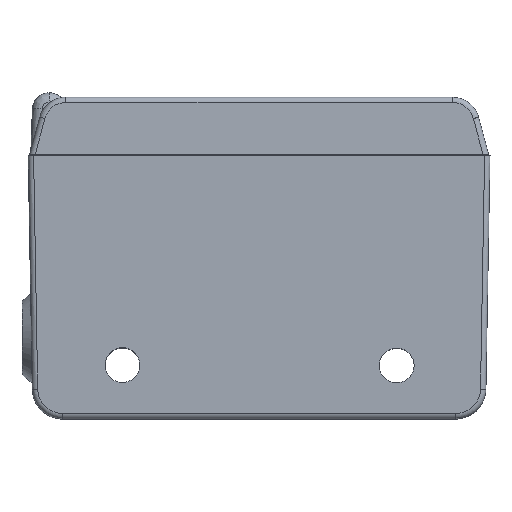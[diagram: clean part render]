
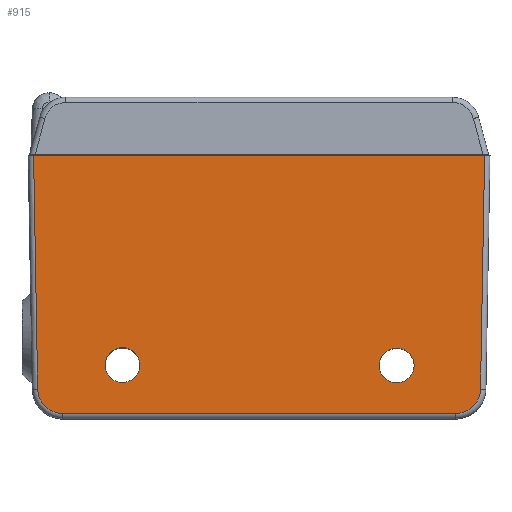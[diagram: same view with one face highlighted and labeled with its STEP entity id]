
A CAD part, top view. The second image highlights one B-rep face of the part: STEP entity #915.
In plain terms, the highlighted planar face has unit normal (0, 0, 1).
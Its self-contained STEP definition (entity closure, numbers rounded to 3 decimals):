
#108=FACE_BOUND('',#1836,.T.);
#109=FACE_BOUND('',#1837,.T.);
#110=FACE_BOUND('',#1838,.T.);
#417=PLANE('',#9093);
#915=ADVANCED_FACE('',(#108,#109,#110),#417,.F.);
#1836=EDGE_LOOP('',(#3773));
#1837=EDGE_LOOP('',(#3774));
#1838=EDGE_LOOP('',(#3775,#3776,#3777,#3778,#3779,#3780));
#2042=CIRCLE('',#9088,2.3);
#2043=CIRCLE('',#9090,1.61);
#2044=CIRCLE('',#9091,1.615);
#2045=CIRCLE('',#9092,2.3);
#3773=ORIENTED_EDGE('',*,*,#6193,.T.);
#3774=ORIENTED_EDGE('',*,*,#6194,.T.);
#3775=ORIENTED_EDGE('',*,*,#6192,.T.);
#3776=ORIENTED_EDGE('',*,*,#6195,.T.);
#3777=ORIENTED_EDGE('',*,*,#6196,.T.);
#3778=ORIENTED_EDGE('',*,*,#6197,.T.);
#3779=ORIENTED_EDGE('',*,*,#6198,.T.);
#3780=ORIENTED_EDGE('',*,*,#6070,.T.);
#5005=VERTEX_POINT('',#13223);
#5006=VERTEX_POINT('',#13225);
#5098=VERTEX_POINT('',#13461);
#5099=VERTEX_POINT('',#13465);
#5100=VERTEX_POINT('',#13467);
#5101=VERTEX_POINT('',#13469);
#5102=VERTEX_POINT('',#13471);
#5103=VERTEX_POINT('',#13473);
#6070=EDGE_CURVE('',#5006,#5005,#7193,.T.);
#6192=EDGE_CURVE('',#5005,#5098,#2042,.T.);
#6193=EDGE_CURVE('',#5099,#5099,#2043,.T.);
#6194=EDGE_CURVE('',#5100,#5100,#2044,.T.);
#6195=EDGE_CURVE('',#5098,#5101,#7298,.T.);
#6196=EDGE_CURVE('',#5101,#5102,#7299,.T.);
#6197=EDGE_CURVE('',#5102,#5103,#7300,.T.);
#6198=EDGE_CURVE('',#5103,#5006,#2045,.T.);
#7193=LINE('',#13224,#8285);
#7298=LINE('',#13468,#8390);
#7299=LINE('',#13470,#8391);
#7300=LINE('',#13472,#8392);
#8285=VECTOR('',#10648,1.);
#8390=VECTOR('',#10841,1.);
#8391=VECTOR('',#10842,1.);
#8392=VECTOR('',#10843,1.);
#9088=AXIS2_PLACEMENT_3D('',#13462,#10833,#10834);
#9090=AXIS2_PLACEMENT_3D('',#13464,#10837,#10838);
#9091=AXIS2_PLACEMENT_3D('',#13466,#10839,#10840);
#9092=AXIS2_PLACEMENT_3D('',#13474,#10844,#10845);
#9093=AXIS2_PLACEMENT_3D('',#13475,#10846,#10847);
#10648=DIRECTION('',(1.,0.,0.));
#10833=DIRECTION('',(0.,0.,1.));
#10834=DIRECTION('',(-1.,0.,0.));
#10837=DIRECTION('',(0.,0.,-1.));
#10838=DIRECTION('',(-1.,0.,0.));
#10839=DIRECTION('',(0.,0.,-1.));
#10840=DIRECTION('',(-1.,0.,0.));
#10841=DIRECTION('',(0.017,1.,0.));
#10842=DIRECTION('',(-1.,0.,0.));
#10843=DIRECTION('',(0.017,-1.,0.));
#10844=DIRECTION('',(0.,0.,1.));
#10845=DIRECTION('',(-1.,0.,0.));
#10846=DIRECTION('',(0.,0.,-1.));
#10847=DIRECTION('',(-1.,0.,0.));
#13223=CARTESIAN_POINT('',(-131.819,-23.87,9.096));
#13224=CARTESIAN_POINT('',(-142.169,-23.87,9.096));
#13225=CARTESIAN_POINT('',(-168.224,-23.87,9.096));
#13461=CARTESIAN_POINT('',(-129.519,-21.61,9.096));
#13462=CARTESIAN_POINT('',(-131.819,-21.57,9.096));
#13464=CARTESIAN_POINT('',(-162.679,-19.393,9.096));
#13465=CARTESIAN_POINT('',(-164.289,-19.393,9.096));
#13466=CARTESIAN_POINT('',(-137.277,-19.425,9.096));
#13467=CARTESIAN_POINT('',(-138.892,-19.425,9.096));
#13468=CARTESIAN_POINT('',(-129.424,-16.189,9.096));
#13469=CARTESIAN_POINT('',(-129.141,0.03,9.096));
#13470=CARTESIAN_POINT('',(-139.121,0.03,9.096));
#13471=CARTESIAN_POINT('',(-170.902,0.03,9.096));
#13472=CARTESIAN_POINT('',(-170.609,-16.75,9.096));
#13473=CARTESIAN_POINT('',(-170.524,-21.61,9.096));
#13474=CARTESIAN_POINT('',(-168.224,-21.57,9.096));
#13475=CARTESIAN_POINT('',(-139.121,-16.2,9.096));
